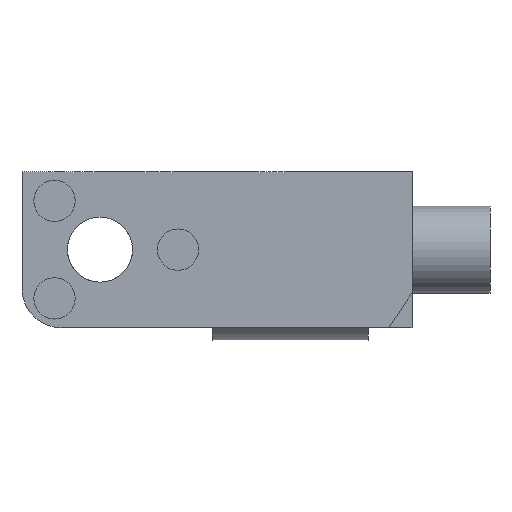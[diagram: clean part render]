
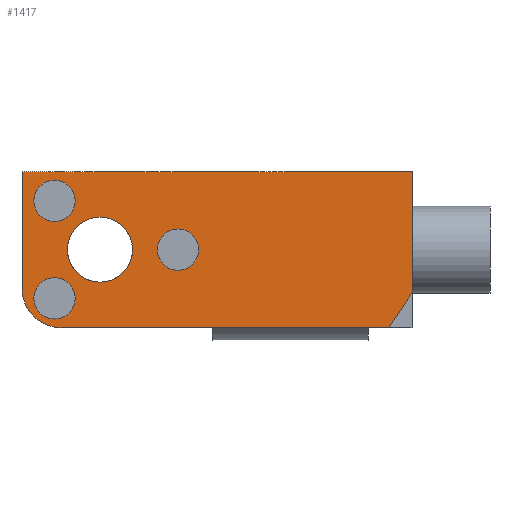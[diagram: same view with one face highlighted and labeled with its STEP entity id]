
A CAD part, front view. The second image highlights one B-rep face of the part: STEP entity #1417.
In plain terms, the highlighted planar face has unit normal (0, -1, 0).
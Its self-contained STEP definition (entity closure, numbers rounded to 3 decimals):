
#17 = LINE ( 'NONE', #1629, #1867 ) ;
#80 = DIRECTION ( 'NONE',  ( 0., 0., -1. ) ) ;
#89 = CIRCLE ( 'NONE', #909, 0.795 ) ;
#102 = ORIENTED_EDGE ( 'NONE', *, *, #1442, .F. ) ;
#115 = CIRCLE ( 'NONE', #423, 1.25 ) ;
#137 = CARTESIAN_POINT ( 'NONE',  ( -4.5, 0., 0. ) ) ;
#148 = ORIENTED_EDGE ( 'NONE', *, *, #2579, .F. ) ;
#153 = CARTESIAN_POINT ( 'NONE',  ( 7.5, 0., -3. ) ) ;
#193 = LINE ( 'NONE', #1021, #2273 ) ;
#199 = CIRCLE ( 'NONE', #1717, 1.25 ) ;
#246 = ORIENTED_EDGE ( 'NONE', *, *, #2061, .F. ) ;
#258 = FACE_OUTER_BOUND ( 'NONE', #1883, .T. ) ;
#271 = EDGE_LOOP ( 'NONE', ( #102, #966 ) ) ;
#274 = CARTESIAN_POINT ( 'NONE',  ( 7.5, 0., -3. ) ) ;
#290 = DIRECTION ( 'NONE',  ( 0., 0., -1. ) ) ;
#307 = VERTEX_POINT ( 'NONE', #816 ) ;
#317 = EDGE_LOOP ( 'NONE', ( #2471, #2208 ) ) ;
#342 = VECTOR ( 'NONE', #2516, 1000. ) ;
#344 = VERTEX_POINT ( 'NONE', #2251 ) ;
#368 = CARTESIAN_POINT ( 'NONE',  ( -6., 0., -1.5 ) ) ;
#423 = AXIS2_PLACEMENT_3D ( 'NONE', #1836, #2029, #2664 ) ;
#431 = EDGE_CURVE ( 'NONE', #1066, #307, #645, .T. ) ;
#437 = FACE_BOUND ( 'NONE', #271, .T. ) ;
#460 = EDGE_CURVE ( 'NONE', #2449, #2513, #602, .T. ) ;
#473 = FACE_BOUND ( 'NONE', #978, .T. ) ;
#512 = CARTESIAN_POINT ( 'NONE',  ( -1.5, 0., 0.795 ) ) ;
#532 = VERTEX_POINT ( 'NONE', #902 ) ;
#602 = CIRCLE ( 'NONE', #1287, 0.795 ) ;
#607 = DIRECTION ( 'NONE',  ( 0., 0., -1. ) ) ;
#645 = CIRCLE ( 'NONE', #2152, 0.795 ) ;
#735 = VERTEX_POINT ( 'NONE', #1093 ) ;
#736 = VERTEX_POINT ( 'NONE', #2294 ) ;
#739 = EDGE_CURVE ( 'NONE', #2096, #1526, #1064, .T. ) ;
#757 = EDGE_CURVE ( 'NONE', #344, #532, #2527, .T. ) ;
#784 = CIRCLE ( 'NONE', #2083, 1.5 ) ;
#802 = LINE ( 'NONE', #153, #1492 ) ;
#816 = CARTESIAN_POINT ( 'NONE',  ( -1.5, 0., -0.795 ) ) ;
#873 = FACE_BOUND ( 'NONE', #317, .T. ) ;
#899 = CARTESIAN_POINT ( 'NONE',  ( -6.25, 0., 1.875 ) ) ;
#902 = CARTESIAN_POINT ( 'NONE',  ( -6., 0., -3. ) ) ;
#909 = AXIS2_PLACEMENT_3D ( 'NONE', #2384, #2596, #1355 ) ;
#933 = CIRCLE ( 'NONE', #1888, 0.795 ) ;
#935 = DIRECTION ( 'NONE',  ( 0., 0., -1. ) ) ;
#951 = ORIENTED_EDGE ( 'NONE', *, *, #1114, .F. ) ;
#958 = CARTESIAN_POINT ( 'NONE',  ( -6.25, 0., 2.67 ) ) ;
#966 = ORIENTED_EDGE ( 'NONE', *, *, #1336, .F. ) ;
#978 = EDGE_LOOP ( 'NONE', ( #2572, #1260 ) ) ;
#993 = DIRECTION ( 'NONE',  ( 0., -1., 0. ) ) ;
#1021 = CARTESIAN_POINT ( 'NONE',  ( 7.5, 0., -1.664 ) ) ;
#1047 = EDGE_CURVE ( 'NONE', #1526, #2096, #2396, .T. ) ;
#1064 = CIRCLE ( 'NONE', #1500, 0.795 ) ;
#1066 = VERTEX_POINT ( 'NONE', #512 ) ;
#1082 = DIRECTION ( 'NONE',  ( 0., 0., -1. ) ) ;
#1093 = CARTESIAN_POINT ( 'NONE',  ( 7.5, 0., -1.664 ) ) ;
#1114 = EDGE_CURVE ( 'NONE', #2139, #735, #802, .T. ) ;
#1150 = ORIENTED_EDGE ( 'NONE', *, *, #757, .F. ) ;
#1185 = CARTESIAN_POINT ( 'NONE',  ( -6.25, 0., -2.67 ) ) ;
#1191 = DIRECTION ( 'NONE',  ( 0., -1., 0. ) ) ;
#1214 = CARTESIAN_POINT ( 'NONE',  ( -6.25, 0., -1.08 ) ) ;
#1253 = EDGE_CURVE ( 'NONE', #2513, #2449, #933, .T. ) ;
#1260 = ORIENTED_EDGE ( 'NONE', *, *, #1047, .F. ) ;
#1281 = CARTESIAN_POINT ( 'NONE',  ( 0., 0., 0. ) ) ;
#1287 = AXIS2_PLACEMENT_3D ( 'NONE', #1733, #1953, #935 ) ;
#1336 = EDGE_CURVE ( 'NONE', #1890, #2342, #115, .T. ) ;
#1337 = DIRECTION ( 'NONE',  ( 1., 0., 0. ) ) ;
#1355 = DIRECTION ( 'NONE',  ( 0., 0., -1. ) ) ;
#1365 = EDGE_CURVE ( 'NONE', #735, #344, #193, .T. ) ;
#1393 = CARTESIAN_POINT ( 'NONE',  ( -4.5, 0., 1.25 ) ) ;
#1417 = ADVANCED_FACE ( 'NONE', ( #873, #473, #1478, #437, #258 ), #2305, .T. ) ;
#1442 = EDGE_CURVE ( 'NONE', #2342, #1890, #199, .T. ) ;
#1456 = ORIENTED_EDGE ( 'NONE', *, *, #460, .F. ) ;
#1478 = FACE_BOUND ( 'NONE', #1839, .T. ) ;
#1490 = DIRECTION ( 'NONE',  ( 0., 0., -1. ) ) ;
#1492 = VECTOR ( 'NONE', #607, 1000. ) ;
#1500 = AXIS2_PLACEMENT_3D ( 'NONE', #1709, #1698, #1082 ) ;
#1526 = VERTEX_POINT ( 'NONE', #958 ) ;
#1629 = CARTESIAN_POINT ( 'NONE',  ( -7.5, 0., -3. ) ) ;
#1630 = AXIS2_PLACEMENT_3D ( 'NONE', #1281, #2504, #1490 ) ;
#1653 = DIRECTION ( 'NONE',  ( 0., 0., 1. ) ) ;
#1690 = VECTOR ( 'NONE', #1337, 1000. ) ;
#1698 = DIRECTION ( 'NONE',  ( 0., -1., 0. ) ) ;
#1709 = CARTESIAN_POINT ( 'NONE',  ( -6.25, 0., 1.875 ) ) ;
#1717 = AXIS2_PLACEMENT_3D ( 'NONE', #137, #2617, #1840 ) ;
#1727 = DIRECTION ( 'NONE',  ( 0., -1., 0. ) ) ;
#1728 = CARTESIAN_POINT ( 'NONE',  ( -4.5, 0., -1.25 ) ) ;
#1733 = CARTESIAN_POINT ( 'NONE',  ( -6.25, 0., -1.875 ) ) ;
#1747 = CARTESIAN_POINT ( 'NONE',  ( -1.5, 0., 0. ) ) ;
#1748 = ORIENTED_EDGE ( 'NONE', *, *, #1365, .F. ) ;
#1804 = AXIS2_PLACEMENT_3D ( 'NONE', #899, #1727, #290 ) ;
#1836 = CARTESIAN_POINT ( 'NONE',  ( -4.5, 0., 0. ) ) ;
#1839 = EDGE_LOOP ( 'NONE', ( #2080, #1456 ) ) ;
#1840 = DIRECTION ( 'NONE',  ( 0., 0., -1. ) ) ;
#1856 = EDGE_CURVE ( 'NONE', #307, #1066, #89, .T. ) ;
#1867 = VECTOR ( 'NONE', #1653, 1000. ) ;
#1883 = EDGE_LOOP ( 'NONE', ( #1150, #1748, #951, #148, #246, #2279 ) ) ;
#1888 = AXIS2_PLACEMENT_3D ( 'NONE', #2625, #993, #2676 ) ;
#1890 = VERTEX_POINT ( 'NONE', #1393 ) ;
#1928 = EDGE_CURVE ( 'NONE', #2492, #532, #784, .T. ) ;
#1953 = DIRECTION ( 'NONE',  ( 0., -1., 0. ) ) ;
#2025 = DIRECTION ( 'NONE',  ( 0., 0., -1. ) ) ;
#2029 = DIRECTION ( 'NONE',  ( 0., -1., 0. ) ) ;
#2061 = EDGE_CURVE ( 'NONE', #2492, #736, #17, .T. ) ;
#2080 = ORIENTED_EDGE ( 'NONE', *, *, #1253, .F. ) ;
#2081 = LINE ( 'NONE', #2367, #1690 ) ;
#2083 = AXIS2_PLACEMENT_3D ( 'NONE', #368, #1191, #2025 ) ;
#2096 = VERTEX_POINT ( 'NONE', #2455 ) ;
#2139 = VERTEX_POINT ( 'NONE', #2338 ) ;
#2152 = AXIS2_PLACEMENT_3D ( 'NONE', #1747, #2170, #80 ) ;
#2170 = DIRECTION ( 'NONE',  ( 0., -1., 0. ) ) ;
#2208 = ORIENTED_EDGE ( 'NONE', *, *, #431, .F. ) ;
#2251 = CARTESIAN_POINT ( 'NONE',  ( 6.609, 0., -3. ) ) ;
#2273 = VECTOR ( 'NONE', #2651, 1000. ) ;
#2279 = ORIENTED_EDGE ( 'NONE', *, *, #1928, .T. ) ;
#2294 = CARTESIAN_POINT ( 'NONE',  ( -7.5, 0., 3. ) ) ;
#2305 = PLANE ( 'NONE',  #1630 ) ;
#2338 = CARTESIAN_POINT ( 'NONE',  ( 7.5, 0., 3. ) ) ;
#2342 = VERTEX_POINT ( 'NONE', #1728 ) ;
#2367 = CARTESIAN_POINT ( 'NONE',  ( 7.5, 0., 3. ) ) ;
#2384 = CARTESIAN_POINT ( 'NONE',  ( -1.5, 0., 0. ) ) ;
#2396 = CIRCLE ( 'NONE', #1804, 0.795 ) ;
#2449 = VERTEX_POINT ( 'NONE', #1214 ) ;
#2455 = CARTESIAN_POINT ( 'NONE',  ( -6.25, 0., 1.08 ) ) ;
#2464 = CARTESIAN_POINT ( 'NONE',  ( -7.5, 0., -1.5 ) ) ;
#2471 = ORIENTED_EDGE ( 'NONE', *, *, #1856, .F. ) ;
#2492 = VERTEX_POINT ( 'NONE', #2464 ) ;
#2504 = DIRECTION ( 'NONE',  ( 0., -1., 0. ) ) ;
#2513 = VERTEX_POINT ( 'NONE', #1185 ) ;
#2516 = DIRECTION ( 'NONE',  ( -1., 0., 0. ) ) ;
#2527 = LINE ( 'NONE', #274, #342 ) ;
#2572 = ORIENTED_EDGE ( 'NONE', *, *, #739, .F. ) ;
#2579 = EDGE_CURVE ( 'NONE', #736, #2139, #2081, .T. ) ;
#2596 = DIRECTION ( 'NONE',  ( 0., -1., 0. ) ) ;
#2617 = DIRECTION ( 'NONE',  ( 0., -1., 0. ) ) ;
#2625 = CARTESIAN_POINT ( 'NONE',  ( -6.25, 0., -1.875 ) ) ;
#2651 = DIRECTION ( 'NONE',  ( -0.555, 0., -0.832 ) ) ;
#2664 = DIRECTION ( 'NONE',  ( 0., 0., -1. ) ) ;
#2676 = DIRECTION ( 'NONE',  ( 0., 0., -1. ) ) ;
